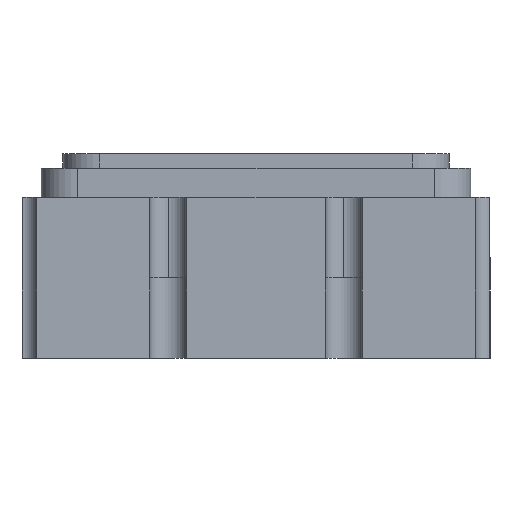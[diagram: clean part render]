
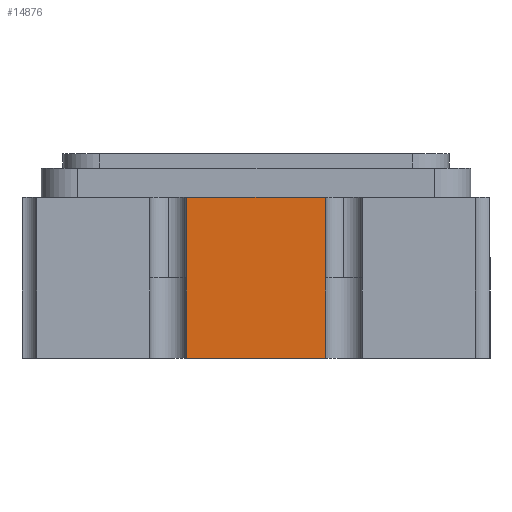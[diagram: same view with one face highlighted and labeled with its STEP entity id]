
A CAD part, left-side view. The second image highlights one B-rep face of the part: STEP entity #14876.
In plain terms, the highlighted planar face has unit normal (-1, 0, 0).
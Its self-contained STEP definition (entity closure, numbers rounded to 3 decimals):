
#177 = ORIENTED_EDGE ( 'NONE', *, *, #4750, .F. ) ;
#228 = VECTOR ( 'NONE', #4503, 1000. ) ;
#240 = CARTESIAN_POINT ( 'NONE',  ( -2.5, 1.5, 0.55 ) ) ;
#255 = ORIENTED_EDGE ( 'NONE', *, *, #8107, .T. ) ;
#273 = DIRECTION ( 'NONE',  ( 0., -1., 0. ) ) ;
#817 = DIRECTION ( 'NONE',  ( 0., -1., 0. ) ) ;
#1380 = CARTESIAN_POINT ( 'NONE',  ( -2.5, 0.475, 0. ) ) ;
#1434 = VERTEX_POINT ( 'NONE', #14586 ) ;
#1547 = DIRECTION ( 'NONE',  ( 0., 1., 0. ) ) ;
#2008 = VECTOR ( 'NONE', #13053, 1000. ) ;
#2065 = DIRECTION ( 'NONE',  ( 0., -1., 0. ) ) ;
#2499 = VERTEX_POINT ( 'NONE', #15749 ) ;
#2631 = EDGE_CURVE ( 'NONE', #8423, #4347, #9900, .T. ) ;
#2987 = FACE_OUTER_BOUND ( 'NONE', #11341, .T. ) ;
#3495 = ORIENTED_EDGE ( 'NONE', *, *, #2631, .T. ) ;
#3604 = LINE ( 'NONE', #7363, #10161 ) ;
#3916 = CARTESIAN_POINT ( 'NONE',  ( -2.5, -0.474, -0.55 ) ) ;
#4047 = CARTESIAN_POINT ( 'NONE',  ( -2.5, 0.474, 0. ) ) ;
#4290 = CARTESIAN_POINT ( 'NONE',  ( -2.5, 0.474, -0.55 ) ) ;
#4308 = ORIENTED_EDGE ( 'NONE', *, *, #8446, .T. ) ;
#4347 = VERTEX_POINT ( 'NONE', #10291 ) ;
#4451 = VERTEX_POINT ( 'NONE', #1380 ) ;
#4503 = DIRECTION ( 'NONE',  ( 0., 0., 1. ) ) ;
#4526 = DIRECTION ( 'NONE',  ( 0., 0., 1. ) ) ;
#4750 = EDGE_CURVE ( 'NONE', #5303, #1434, #15249, .T. ) ;
#5066 = LINE ( 'NONE', #15699, #2008 ) ;
#5250 = PLANE ( 'NONE',  #10309 ) ;
#5303 = VERTEX_POINT ( 'NONE', #12686 ) ;
#5578 = EDGE_CURVE ( 'NONE', #4451, #2499, #10678, .T. ) ;
#6094 = DIRECTION ( 'NONE',  ( 0., 0., -1. ) ) ;
#6771 = ORIENTED_EDGE ( 'NONE', *, *, #5578, .F. ) ;
#7363 = CARTESIAN_POINT ( 'NONE',  ( -2.5, 1.5, 0.55 ) ) ;
#8107 = EDGE_CURVE ( 'NONE', #4347, #1434, #12081, .T. ) ;
#8281 = CARTESIAN_POINT ( 'NONE',  ( -2.5, 0.474, 0.356 ) ) ;
#8423 = VERTEX_POINT ( 'NONE', #3916 ) ;
#8446 = EDGE_CURVE ( 'NONE', #4451, #11064, #5066, .T. ) ;
#8619 = CARTESIAN_POINT ( 'NONE',  ( -2.5, 1.5, -0.55 ) ) ;
#9424 = DIRECTION ( 'NONE',  ( 1., 0., 0. ) ) ;
#9805 = EDGE_CURVE ( 'NONE', #2499, #5303, #3604, .T. ) ;
#9900 = LINE ( 'NONE', #16336, #16451 ) ;
#9953 = LINE ( 'NONE', #8281, #16090 ) ;
#9969 = LINE ( 'NONE', #8619, #16524 ) ;
#10110 = EDGE_CURVE ( 'NONE', #11064, #15500, #9953, .T. ) ;
#10161 = VECTOR ( 'NONE', #817, 1000. ) ;
#10291 = CARTESIAN_POINT ( 'NONE',  ( -2.5, -0.474, 0. ) ) ;
#10309 = AXIS2_PLACEMENT_3D ( 'NONE', #240, #9424, #1547 ) ;
#10678 = LINE ( 'NONE', #13656, #228 ) ;
#11049 = ORIENTED_EDGE ( 'NONE', *, *, #14708, .T. ) ;
#11064 = VERTEX_POINT ( 'NONE', #4047 ) ;
#11341 = EDGE_LOOP ( 'NONE', ( #6771, #4308, #14580, #11049, #3495, #255, #177, #13958 ) ) ;
#11654 = VECTOR ( 'NONE', #273, 1000. ) ;
#11758 = VECTOR ( 'NONE', #6094, 1000. ) ;
#12081 = LINE ( 'NONE', #15954, #11654 ) ;
#12092 = DIRECTION ( 'NONE',  ( 0., 0., -1. ) ) ;
#12686 = CARTESIAN_POINT ( 'NONE',  ( -2.5, -0.475, 0.55 ) ) ;
#13053 = DIRECTION ( 'NONE',  ( 0., -1., 0. ) ) ;
#13656 = CARTESIAN_POINT ( 'NONE',  ( -2.5, 0.475, -0.551 ) ) ;
#13906 = CARTESIAN_POINT ( 'NONE',  ( -2.5, -0.475, -0.551 ) ) ;
#13958 = ORIENTED_EDGE ( 'NONE', *, *, #9805, .F. ) ;
#14580 = ORIENTED_EDGE ( 'NONE', *, *, #10110, .T. ) ;
#14586 = CARTESIAN_POINT ( 'NONE',  ( -2.5, -0.475, 0. ) ) ;
#14708 = EDGE_CURVE ( 'NONE', #15500, #8423, #9969, .T. ) ;
#14876 = ADVANCED_FACE ( 'NONE', ( #2987 ), #5250, .F. ) ;
#15249 = LINE ( 'NONE', #13906, #11758 ) ;
#15500 = VERTEX_POINT ( 'NONE', #4290 ) ;
#15699 = CARTESIAN_POINT ( 'NONE',  ( -2.5, 1.5, 0. ) ) ;
#15749 = CARTESIAN_POINT ( 'NONE',  ( -2.5, 0.475, 0.55 ) ) ;
#15954 = CARTESIAN_POINT ( 'NONE',  ( -2.5, 1.5, 0. ) ) ;
#16090 = VECTOR ( 'NONE', #12092, 1000. ) ;
#16336 = CARTESIAN_POINT ( 'NONE',  ( -2.5, -0.474, 0.356 ) ) ;
#16451 = VECTOR ( 'NONE', #4526, 1000. ) ;
#16524 = VECTOR ( 'NONE', #2065, 1000. ) ;
